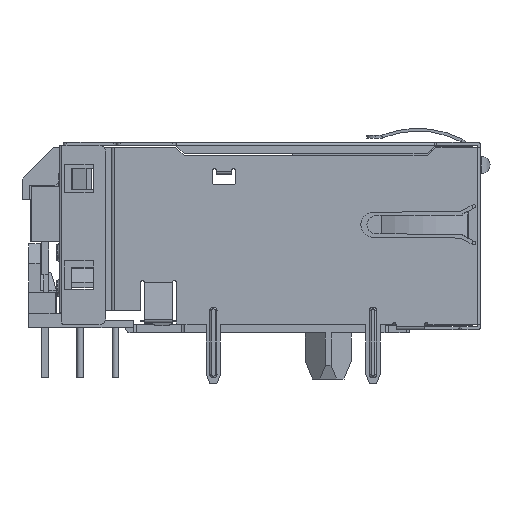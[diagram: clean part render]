
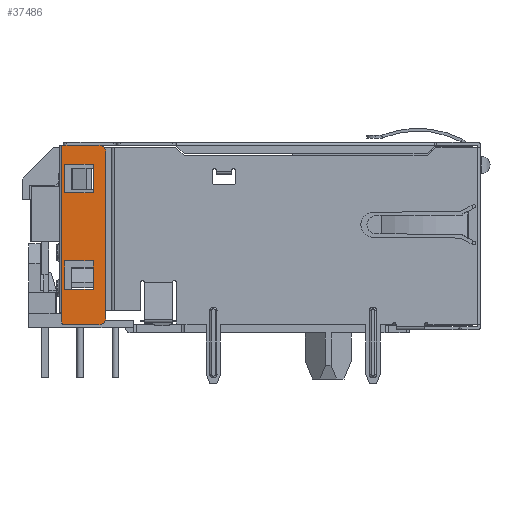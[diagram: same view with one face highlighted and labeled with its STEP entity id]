
A CAD part, left-side view. The second image highlights one B-rep face of the part: STEP entity #37486.
In plain terms, the highlighted planar face has unit normal (-1, 0, 0).
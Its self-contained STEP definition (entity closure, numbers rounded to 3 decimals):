
#266=FACE_BOUND($,#4805,.T.);
#267=FACE_BOUND($,#4806,.T.);
#1267=CIRCLE($,#40051,0.127);
#1268=CIRCLE($,#40054,0.508);
#1269=CIRCLE($,#40057,0.508);
#2712=FACE_OUTER_BOUND($,#4804,.T.);
#4804=EDGE_LOOP($,(#30246,#30247,#30248,#30249,#30250,#30251,#30252,#30253));
#4805=EDGE_LOOP($,(#30254,#30255,#30256,#30257));
#4806=EDGE_LOOP($,(#30258,#30259,#30260,#30261));
#8431=LINE($,#58914,#12986);
#8465=LINE($,#59094,#13020);
#8468=LINE($,#59099,#13023);
#8470=LINE($,#59103,#13025);
#8471=LINE($,#59105,#13026);
#8473=LINE($,#59110,#13028);
#8476=LINE($,#59115,#13031);
#8478=LINE($,#59119,#13033);
#8479=LINE($,#59121,#13034);
#8483=LINE($,#59131,#13038);
#8486=LINE($,#59139,#13041);
#8487=LINE($,#59143,#13042);
#8517=LINE($,#59232,#13072);
#12986=VECTOR($,#46847,2.642);
#13020=VECTOR($,#46935,2.032);
#13023=VECTOR($,#46940,2.032);
#13025=VECTOR($,#46944,2.032);
#13026=VECTOR($,#46947,2.032);
#13028=VECTOR($,#46951,2.033);
#13031=VECTOR($,#46956,2.032);
#13033=VECTOR($,#46960,2.033);
#13034=VECTOR($,#46963,2.032);
#13038=VECTOR($,#46973,2.515);
#13041=VECTOR($,#46982,11.836);
#13042=VECTOR($,#46989,0.737);
#13072=VECTOR($,#47099,11.989);
#16948=VERTEX_POINT($,#58867);
#16968=VERTEX_POINT($,#58911);
#16969=VERTEX_POINT($,#58913);
#17003=VERTEX_POINT($,#59091);
#17004=VERTEX_POINT($,#59093);
#17005=VERTEX_POINT($,#59097);
#17006=VERTEX_POINT($,#59101);
#17007=VERTEX_POINT($,#59107);
#17008=VERTEX_POINT($,#59109);
#17009=VERTEX_POINT($,#59113);
#17010=VERTEX_POINT($,#59117);
#17011=VERTEX_POINT($,#59123);
#17012=VERTEX_POINT($,#59125);
#17013=VERTEX_POINT($,#59129);
#17014=VERTEX_POINT($,#59133);
#17015=VERTEX_POINT($,#59137);
#21580=EDGE_CURVE($,#16968,#16969,#8431,.T.);
#21630=EDGE_CURVE($,#17004,#17003,#8465,.T.);
#21633=EDGE_CURVE($,#17003,#17005,#8468,.T.);
#21635=EDGE_CURVE($,#17006,#17005,#8470,.T.);
#21636=EDGE_CURVE($,#17004,#17006,#8471,.T.);
#21638=EDGE_CURVE($,#17008,#17007,#8473,.T.);
#21641=EDGE_CURVE($,#17009,#17007,#8476,.T.);
#21643=EDGE_CURVE($,#17010,#17009,#8478,.T.);
#21644=EDGE_CURVE($,#17010,#17008,#8479,.T.);
#21646=EDGE_CURVE($,#17011,#17012,#1267,.T.);
#21649=EDGE_CURVE($,#17011,#17013,#8483,.T.);
#21651=EDGE_CURVE($,#17014,#17013,#1268,.T.);
#21653=EDGE_CURVE($,#17015,#17014,#8486,.T.);
#21654=EDGE_CURVE($,#16969,#17015,#1269,.T.);
#21655=EDGE_CURVE($,#16948,#17012,#8487,.T.);
#21699=EDGE_CURVE($,#16948,#16968,#8517,.T.);
#30246=ORIENTED_EDGE($,*,*,#21651,.F.);
#30247=ORIENTED_EDGE($,*,*,#21653,.F.);
#30248=ORIENTED_EDGE($,*,*,#21654,.F.);
#30249=ORIENTED_EDGE($,*,*,#21580,.F.);
#30250=ORIENTED_EDGE($,*,*,#21699,.F.);
#30251=ORIENTED_EDGE($,*,*,#21655,.T.);
#30252=ORIENTED_EDGE($,*,*,#21646,.F.);
#30253=ORIENTED_EDGE($,*,*,#21649,.T.);
#30254=ORIENTED_EDGE($,*,*,#21643,.F.);
#30255=ORIENTED_EDGE($,*,*,#21644,.T.);
#30256=ORIENTED_EDGE($,*,*,#21638,.T.);
#30257=ORIENTED_EDGE($,*,*,#21641,.F.);
#30258=ORIENTED_EDGE($,*,*,#21635,.F.);
#30259=ORIENTED_EDGE($,*,*,#21636,.F.);
#30260=ORIENTED_EDGE($,*,*,#21630,.T.);
#30261=ORIENTED_EDGE($,*,*,#21633,.T.);
#35651=PLANE($,#40099);
#37486=ADVANCED_FACE($,(#2712,#266,#267),#35651,.F.);
#40051=AXIS2_PLACEMENT_3D($,#59126,#46967,#46968);
#40054=AXIS2_PLACEMENT_3D($,#59135,#46977,#46978);
#40057=AXIS2_PLACEMENT_3D($,#59141,#46985,#46986);
#40099=AXIS2_PLACEMENT_3D($,#59233,#47100,#47101);
#46847=DIRECTION($,(0.,-1.,0.));
#46935=DIRECTION($,(0.,-1.,0.));
#46940=DIRECTION($,(0.,0.,-1.));
#46944=DIRECTION($,(0.,-1.,0.));
#46947=DIRECTION($,(0.,0.,-1.));
#46951=DIRECTION($,(0.,0.,-1.));
#46956=DIRECTION($,(0.,-1.,0.));
#46960=DIRECTION($,(0.,0.,-1.));
#46963=DIRECTION($,(0.,-1.,0.));
#46967=DIRECTION('center_axis',(1.,0.,0.));
#46968=DIRECTION('ref_axis',(0.,-1.,0.));
#46973=DIRECTION($,(0.,-1.,0.));
#46977=DIRECTION('center_axis',(1.,0.,0.));
#46978=DIRECTION('ref_axis',(0.,-1.,0.));
#46982=DIRECTION($,(0.,0.,-1.));
#46985=DIRECTION('center_axis',(1.,0.,0.));
#46986=DIRECTION('ref_axis',(0.,-1.,0.));
#46989=DIRECTION($,(0.,0.,-1.));
#47099=DIRECTION($,(0.,0.,1.));
#47100=DIRECTION('center_axis',(1.,0.,0.));
#47101=DIRECTION('ref_axis',(0.,1.,0.));
#58867=CARTESIAN_POINT('',(-15.138,2.565,1.448));
#58911=CARTESIAN_POINT('',(-15.138,2.565,13.437));
#58913=CARTESIAN_POINT('',(-15.138,-0.076,13.437));
#58914=CARTESIAN_POINT($,(-15.138,1.245,13.437));
#59091=CARTESIAN_POINT('',(-15.138,0.33,12.065));
#59093=CARTESIAN_POINT('',(-15.138,2.362,12.065));
#59094=CARTESIAN_POINT($,(-15.138,1.346,12.065));
#59097=CARTESIAN_POINT('',(-15.138,0.33,10.033));
#59099=CARTESIAN_POINT($,(-15.138,0.33,11.049));
#59101=CARTESIAN_POINT('',(-15.138,2.362,10.033));
#59103=CARTESIAN_POINT($,(-15.138,1.346,10.033));
#59105=CARTESIAN_POINT($,(-15.138,2.362,11.049));
#59107=CARTESIAN_POINT('',(-15.138,0.33,3.124));
#59109=CARTESIAN_POINT('',(-15.138,0.33,5.157));
#59110=CARTESIAN_POINT($,(-15.138,0.33,4.14));
#59113=CARTESIAN_POINT('',(-15.138,2.362,3.124));
#59115=CARTESIAN_POINT($,(-15.138,1.346,3.124));
#59117=CARTESIAN_POINT('',(-15.138,2.362,5.157));
#59119=CARTESIAN_POINT($,(-15.138,2.362,4.14));
#59121=CARTESIAN_POINT($,(-15.138,1.346,5.157));
#59123=CARTESIAN_POINT('',(-15.138,2.438,0.584));
#59125=CARTESIAN_POINT('',(-15.138,2.565,0.711));
#59126=CARTESIAN_POINT('Origin',(-15.138,2.438,0.711));
#59129=CARTESIAN_POINT('',(-15.138,-0.076,0.584));
#59131=CARTESIAN_POINT($,(-15.138,1.181,0.584));
#59133=CARTESIAN_POINT('',(-15.138,-0.584,1.092));
#59135=CARTESIAN_POINT('Origin',(-15.138,-0.076,1.092));
#59137=CARTESIAN_POINT('',(-15.138,-0.584,12.929));
#59139=CARTESIAN_POINT($,(-15.138,-0.584,7.01));
#59141=CARTESIAN_POINT('Origin',(-15.138,-0.076,12.929));
#59143=CARTESIAN_POINT($,(-15.138,2.565,1.08));
#59232=CARTESIAN_POINT($,(-15.138,2.565,1.208));
#59233=CARTESIAN_POINT('Origin',(-15.138,0.991,7.01));
